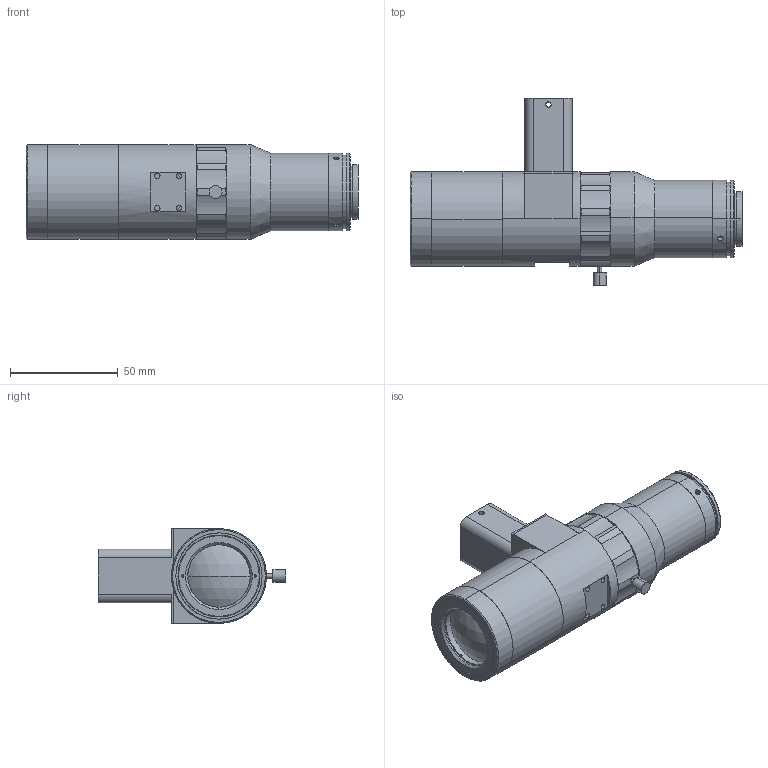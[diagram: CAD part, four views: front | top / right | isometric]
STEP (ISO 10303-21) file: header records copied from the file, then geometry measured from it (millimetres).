
FILE_DESCRIPTION (( 'STEP AP203' ), '1' );
FILE_NAME ('XF-10MDT2X65D-1C-VI.STEP', '2017-06-22T09:25:27', ( 'wanglei' ), ( '' ), 'SwSTEP 2.0', 'SolidWorks 2014', '' );
FILE_SCHEMA (( 'CONFIG_CONTROL_DESIGN' ));
Length unit declared in the file: millimetre
Products named in the file (1): XF-10MDT2X65D-1C-VI
Bounding box: 153.94 x 87 x 44 mm (x, y, z)
Surface area: 34459.7 mm2 (no closed solid volume)
Topology: 0 solids, 20 shells, 200 faces, 557 edges, 376 vertices
Faces by surface type: cylinder 110, plane 54, cone 32, sphere 4
Entity records: 6899 total; most frequent: CARTESIAN_POINT 1598, DIRECTION 1191, ORIENTED_EDGE 942, EDGE_CURVE 557, AXIS2_PLACEMENT_3D 495, VERTEX_POINT 376, CIRCLE 294, EDGE_LOOP 241
